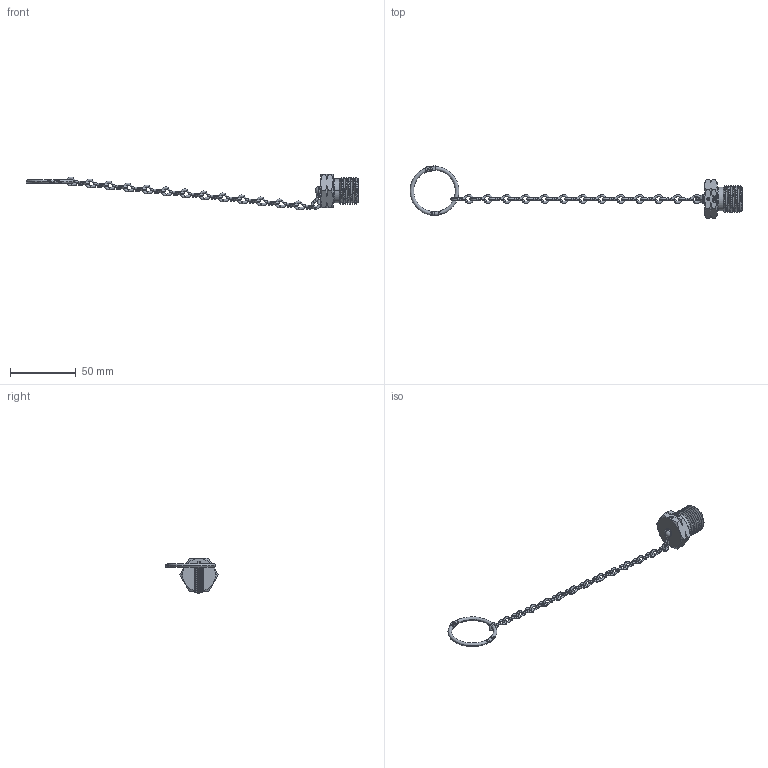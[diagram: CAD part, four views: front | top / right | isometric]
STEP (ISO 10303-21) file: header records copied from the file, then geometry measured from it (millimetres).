
FILE_DESCRIPTION (( 'STEP AP203' ), '1' );
FILE_NAME ('AD-330MSS-BL-R.STEP', '2025-07-31T19:08:24', ( '' ), ( '' ), 'SwSTEP 2.0', 'SolidWorks 2018', '' );
FILE_SCHEMA (( 'CONFIG_CONTROL_DESIGN' ));
Length unit declared in the file: inch
Products named in the file (8): ASY-000214_One Link Bent; AD-330MSS-BL-R; PRT-002245_RING-1.187D HALF; PRT-003626; PRT-002255_SMALL PIN; PRT-000054; ASY-000291; PRT-002239_STAINLESS
Assembly tree (21 placements, depth 3):
  AD-330MSS-BL-R
    PRT-000054
    ASY-000291
      PRT-002245_RING-1.187D HALF  x2
      PRT-002255_SMALL PIN
    ASY-000214_One Link Bent
      PRT-002239_STAINLESS  x14
    PRT-003626
Bounding box: 253.41 x 40.03 x 27.12 mm (x, y, z)
Volume: 12558.2 mm3; surface area: 7943.3 mm2
Topology: 19 solids, 19 shells, 557 faces, 1323 edges, 804 vertices
Faces by surface type: cylinder 195, bspline 133, torus 104, plane 79, cone 28, sphere 18
Entity records: 13738 total; most frequent: CARTESIAN_POINT 7222, ORIENTED_EDGE 1256, DIRECTION 872, EDGE_CURVE 628, VERTEX_POINT 401, AXIS2_PLACEMENT_3D 331, EDGE_LOOP 263, FACE_OUTER_BOUND 249
